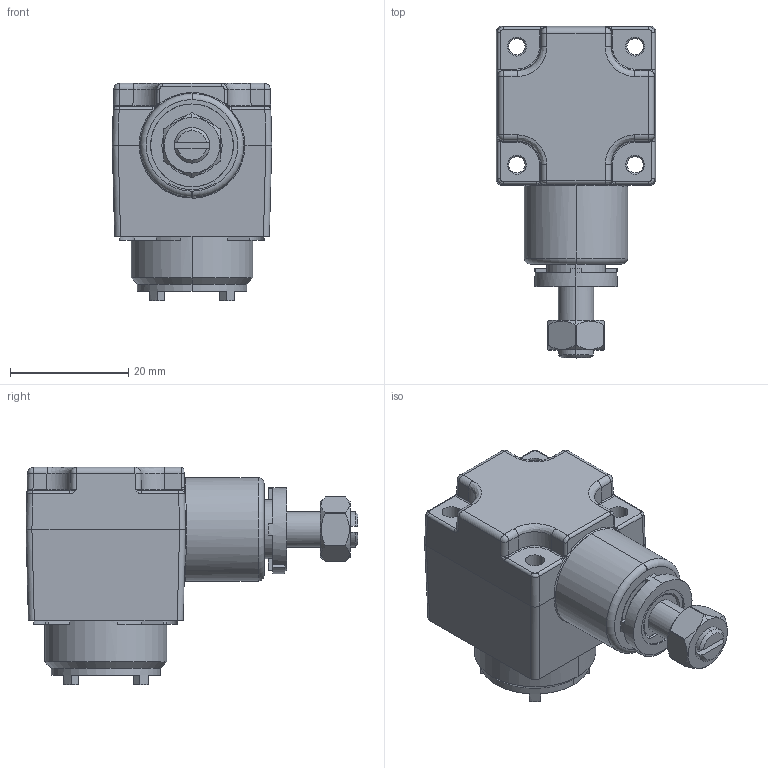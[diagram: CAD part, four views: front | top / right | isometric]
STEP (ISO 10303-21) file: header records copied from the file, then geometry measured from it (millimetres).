
FILE_DESCRIPTION(('STEP AP242'),'1');
FILE_NAME('switch_zckd05.stp','2021-04-02T07:24:52',('TraceParts'),('TraceParts S.A.'),'Spatial InterOp 3D',' ',' ');
FILE_SCHEMA(('AP242_MANAGED_MODEL_BASED_3D_ENGINEERING_MIM_LF {1 0 10303 442 1 1 4}'));
Length unit declared in the file: millimetre
Products named in the file (1): switch_zckd05_1
Bounding box: 27 x 56.2 x 36.8 mm (x, y, z)
Volume: 18207.6 mm3; surface area: 11232.9 mm2
Topology: 4 solids, 4 shells, 344 faces, 877 edges, 544 vertices
Faces by surface type: cylinder 140, plane 116, cone 40, bspline 38, sphere 6, torus 4
Entity records: 12819 total; most frequent: CARTESIAN_POINT 4601, ORIENTED_EDGE 1746, DIRECTION 1714, EDGE_CURVE 873, AXIS2_PLACEMENT_3D 657, VERTEX_POINT 544, LINE 400, VECTOR 400
